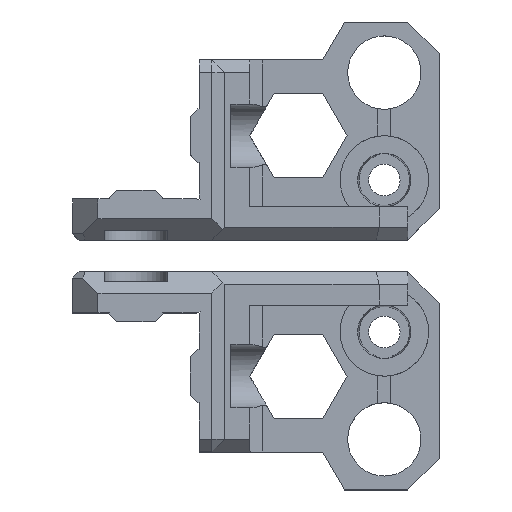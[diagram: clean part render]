
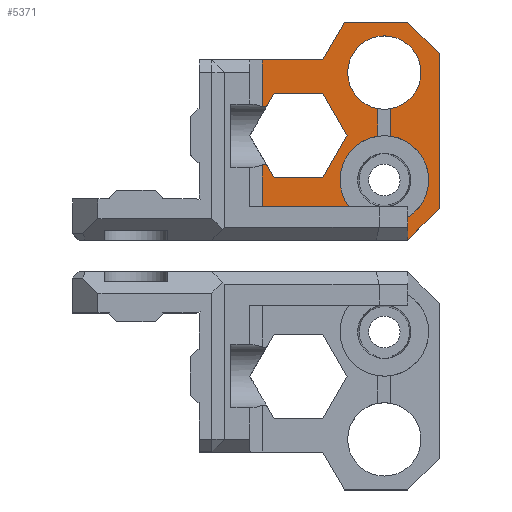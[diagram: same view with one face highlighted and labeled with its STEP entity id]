
A CAD part, top view. The second image highlights one B-rep face of the part: STEP entity #5371.
In plain terms, the highlighted planar face has unit normal (0, 0, 1).
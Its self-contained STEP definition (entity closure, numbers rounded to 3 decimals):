
#116=CIRCLE('',#5745,7.);
#117=CIRCLE('',#5746,5.8);
#118=CIRCLE('',#5747,5.8);
#119=CIRCLE('',#5748,7.);
#287=FACE_OUTER_BOUND('',#599,.T.);
#599=EDGE_LOOP('',(#3891,#3892,#3893,#3894,#3895,#3896,#3897,#3898,#3899,
#3900,#3901,#3902,#3903,#3904,#3905,#3906,#3907,#3908,#3909,#3910,#3911,
#3912,#3913,#3914));
#980=LINE('',#7785,#1656);
#983=LINE('',#7790,#1659);
#985=LINE('',#7794,#1661);
#1049=LINE('',#8166,#1725);
#1052=LINE('',#8173,#1728);
#1057=LINE('',#8188,#1733);
#1060=LINE('',#8194,#1736);
#1061=LINE('',#8201,#1737);
#1062=LINE('',#8204,#1738);
#1063=LINE('',#8206,#1739);
#1064=LINE('',#8208,#1740);
#1065=LINE('',#8210,#1741);
#1066=LINE('',#8212,#1742);
#1067=LINE('',#8214,#1743);
#1068=LINE('',#8215,#1744);
#1069=LINE('',#8217,#1745);
#1070=LINE('',#8219,#1746);
#1071=LINE('',#8220,#1747);
#1072=LINE('',#8222,#1748);
#1073=LINE('',#8223,#1749);
#1656=VECTOR('',#6312,10.);
#1659=VECTOR('',#6317,10.);
#1661=VECTOR('',#6321,10.);
#1725=VECTOR('',#6447,10.);
#1728=VECTOR('',#6452,10.);
#1733=VECTOR('',#6465,10.);
#1736=VECTOR('',#6470,10.);
#1737=VECTOR('',#6477,10.);
#1738=VECTOR('',#6480,10.);
#1739=VECTOR('',#6481,10.);
#1740=VECTOR('',#6482,10.);
#1741=VECTOR('',#6483,10.);
#1742=VECTOR('',#6484,10.);
#1743=VECTOR('',#6485,10.);
#1744=VECTOR('',#6486,10.);
#1745=VECTOR('',#6487,10.);
#1746=VECTOR('',#6488,10.);
#1747=VECTOR('',#6489,10.);
#1748=VECTOR('',#6490,10.);
#1749=VECTOR('',#6491,10.);
#2292=VERTEX_POINT('',#7782);
#2293=VERTEX_POINT('',#7784);
#2294=VERTEX_POINT('',#7788);
#2295=VERTEX_POINT('',#7792);
#2335=VERTEX_POINT('',#7891);
#2363=VERTEX_POINT('',#8163);
#2364=VERTEX_POINT('',#8165);
#2365=VERTEX_POINT('',#8169);
#2367=VERTEX_POINT('',#8172);
#2372=VERTEX_POINT('',#8185);
#2373=VERTEX_POINT('',#8187);
#2375=VERTEX_POINT('',#8193);
#2376=VERTEX_POINT('',#8196);
#2377=VERTEX_POINT('',#8198);
#2378=VERTEX_POINT('',#8200);
#2379=VERTEX_POINT('',#8202);
#2380=VERTEX_POINT('',#8205);
#2381=VERTEX_POINT('',#8207);
#2382=VERTEX_POINT('',#8209);
#2383=VERTEX_POINT('',#8211);
#2384=VERTEX_POINT('',#8213);
#2385=VERTEX_POINT('',#8216);
#2386=VERTEX_POINT('',#8218);
#2387=VERTEX_POINT('',#8221);
#2837=EDGE_CURVE('',#2293,#2292,#980,.T.);
#2840=EDGE_CURVE('',#2292,#2294,#983,.T.);
#2842=EDGE_CURVE('',#2294,#2295,#985,.T.);
#2932=EDGE_CURVE('',#2364,#2363,#1049,.T.);
#2935=EDGE_CURVE('',#2365,#2367,#1052,.T.);
#2942=EDGE_CURVE('',#2372,#2373,#1057,.T.);
#2945=EDGE_CURVE('',#2365,#2375,#1060,.T.);
#2946=EDGE_CURVE('',#2375,#2364,#116,.T.);
#2947=EDGE_CURVE('',#2363,#2376,#117,.T.);
#2948=EDGE_CURVE('',#2376,#2377,#118,.T.);
#2949=EDGE_CURVE('',#2377,#2378,#1061,.T.);
#2950=EDGE_CURVE('',#2378,#2379,#119,.T.);
#2951=EDGE_CURVE('',#2379,#2335,#1062,.T.);
#2952=EDGE_CURVE('',#2380,#2335,#1063,.T.);
#2953=EDGE_CURVE('',#2380,#2381,#1064,.T.);
#2954=EDGE_CURVE('',#2382,#2381,#1065,.T.);
#2955=EDGE_CURVE('',#2382,#2383,#1066,.T.);
#2956=EDGE_CURVE('',#2384,#2383,#1067,.T.);
#2957=EDGE_CURVE('',#2373,#2384,#1068,.T.);
#2958=EDGE_CURVE('',#2372,#2385,#1069,.T.);
#2959=EDGE_CURVE('',#2385,#2386,#1070,.T.);
#2960=EDGE_CURVE('',#2386,#2293,#1071,.T.);
#2961=EDGE_CURVE('',#2295,#2387,#1072,.T.);
#2962=EDGE_CURVE('',#2387,#2367,#1073,.T.);
#3891=ORIENTED_EDGE('',*,*,#2935,.F.);
#3892=ORIENTED_EDGE('',*,*,#2945,.T.);
#3893=ORIENTED_EDGE('',*,*,#2946,.T.);
#3894=ORIENTED_EDGE('',*,*,#2932,.T.);
#3895=ORIENTED_EDGE('',*,*,#2947,.T.);
#3896=ORIENTED_EDGE('',*,*,#2948,.T.);
#3897=ORIENTED_EDGE('',*,*,#2949,.T.);
#3898=ORIENTED_EDGE('',*,*,#2950,.T.);
#3899=ORIENTED_EDGE('',*,*,#2951,.T.);
#3900=ORIENTED_EDGE('',*,*,#2952,.F.);
#3901=ORIENTED_EDGE('',*,*,#2953,.T.);
#3902=ORIENTED_EDGE('',*,*,#2954,.F.);
#3903=ORIENTED_EDGE('',*,*,#2955,.T.);
#3904=ORIENTED_EDGE('',*,*,#2956,.F.);
#3905=ORIENTED_EDGE('',*,*,#2957,.F.);
#3906=ORIENTED_EDGE('',*,*,#2942,.F.);
#3907=ORIENTED_EDGE('',*,*,#2958,.T.);
#3908=ORIENTED_EDGE('',*,*,#2959,.T.);
#3909=ORIENTED_EDGE('',*,*,#2960,.T.);
#3910=ORIENTED_EDGE('',*,*,#2837,.T.);
#3911=ORIENTED_EDGE('',*,*,#2840,.T.);
#3912=ORIENTED_EDGE('',*,*,#2842,.T.);
#3913=ORIENTED_EDGE('',*,*,#2961,.T.);
#3914=ORIENTED_EDGE('',*,*,#2962,.T.);
#5085=PLANE('',#5744);
#5371=ADVANCED_FACE('',(#287),#5085,.T.);
#5744=AXIS2_PLACEMENT_3D('',#8192,#6468,#6469);
#5745=AXIS2_PLACEMENT_3D('',#8195,#6471,#6472);
#5746=AXIS2_PLACEMENT_3D('',#8197,#6473,#6474);
#5747=AXIS2_PLACEMENT_3D('',#8199,#6475,#6476);
#5748=AXIS2_PLACEMENT_3D('',#8203,#6478,#6479);
#6312=DIRECTION('',(0.5,-0.866,0.));
#6317=DIRECTION('',(-0.5,-0.866,0.));
#6321=DIRECTION('',(-1.,0.,0.));
#6447=DIRECTION('',(0.,1.,0.));
#6452=DIRECTION('',(0.,1.,0.));
#6465=DIRECTION('',(0.,1.,0.));
#6468=DIRECTION('center_axis',(0.,0.,1.));
#6469=DIRECTION('ref_axis',(1.,0.,0.));
#6470=DIRECTION('',(1.,0.,0.));
#6471=DIRECTION('center_axis',(0.,0.,-1.));
#6472=DIRECTION('ref_axis',(1.,0.,0.));
#6473=DIRECTION('center_axis',(0.,0.,-1.));
#6474=DIRECTION('ref_axis',(1.,0.,0.));
#6475=DIRECTION('center_axis',(0.,0.,-1.));
#6476=DIRECTION('ref_axis',(1.,0.,0.));
#6477=DIRECTION('',(0.,-1.,0.));
#6478=DIRECTION('center_axis',(0.,0.,-1.));
#6479=DIRECTION('ref_axis',(1.,0.,0.));
#6480=DIRECTION('',(0.,-1.,0.));
#6481=DIRECTION('',(-0.707,-0.707,0.));
#6482=DIRECTION('',(0.,1.,0.));
#6483=DIRECTION('',(0.707,-0.707,0.));
#6484=DIRECTION('',(-1.,0.,0.));
#6485=DIRECTION('',(0.5,0.866,0.));
#6486=DIRECTION('',(1.,0.,0.));
#6487=DIRECTION('',(1.,0.,0.));
#6488=DIRECTION('',(0.5,0.866,0.));
#6489=DIRECTION('',(1.,0.,0.));
#6490=DIRECTION('',(-0.5,0.866,0.));
#6491=DIRECTION('',(-1.,0.,0.));
#7782=CARTESIAN_POINT('',(-5.9,7.,0.));
#7784=CARTESIAN_POINT('',(-9.75,13.668,0.));
#7785=CARTESIAN_POINT('',(-5.9,7.,0.));
#7788=CARTESIAN_POINT('',(-9.75,0.332,0.));
#7790=CARTESIAN_POINT('',(-9.75,0.332,0.));
#7792=CARTESIAN_POINT('',(-17.45,0.332,0.));
#7794=CARTESIAN_POINT('',(-17.45,0.332,0.));
#7891=CARTESIAN_POINT('',(3.7,-9.515,0.));
#8163=CARTESIAN_POINT('',(-1.,11.287,0.));
#8165=CARTESIAN_POINT('',(-1.,6.928,0.));
#8166=CARTESIAN_POINT('',(-1.,3.888,0.));
#8169=CARTESIAN_POINT('',(-19.3,-4.215,0.));
#8172=CARTESIAN_POINT('',(-19.3,2.417,0.));
#8173=CARTESIAN_POINT('',(-19.3,1.764,0.));
#8185=CARTESIAN_POINT('',(-19.3,11.583,0.));
#8187=CARTESIAN_POINT('',(-19.3,19.,0.));
#8188=CARTESIAN_POINT('',(-19.3,1.764,0.));
#8192=CARTESIAN_POINT('Origin',(-20.3,7.743,0.));
#8193=CARTESIAN_POINT('',(-5.589,-4.215,0.));
#8194=CARTESIAN_POINT('',(-8.3,-4.215,0.));
#8195=CARTESIAN_POINT('Origin',(0.,0.,0.));
#8196=CARTESIAN_POINT('',(-5.8,17.,0.));
#8197=CARTESIAN_POINT('Origin',(0.,17.,0.));
#8198=CARTESIAN_POINT('',(1.,11.287,0.));
#8199=CARTESIAN_POINT('Origin',(0.,17.,0.));
#8200=CARTESIAN_POINT('',(1.,6.928,0.));
#8201=CARTESIAN_POINT('',(1.,11.287,0.));
#8202=CARTESIAN_POINT('',(3.7,-5.942,0.));
#8203=CARTESIAN_POINT('Origin',(0.,0.,0.));
#8204=CARTESIAN_POINT('',(3.7,-0.886,0.));
#8205=CARTESIAN_POINT('',(8.7,-4.515,0.));
#8206=CARTESIAN_POINT('',(3.264,-9.951,0.));
#8207=CARTESIAN_POINT('',(8.7,20.,0.));
#8208=CARTESIAN_POINT('',(8.7,-9.515,0.));
#8209=CARTESIAN_POINT('',(3.7,25.,0.));
#8210=CARTESIAN_POINT('',(3.264,25.436,0.));
#8211=CARTESIAN_POINT('',(-6.286,25.,0.));
#8212=CARTESIAN_POINT('',(8.7,25.,0.));
#8213=CARTESIAN_POINT('',(-9.75,19.,0.));
#8214=CARTESIAN_POINT('',(-9.75,19.,0.));
#8215=CARTESIAN_POINT('',(-29.3,19.,0.));
#8216=CARTESIAN_POINT('',(-18.654,11.583,0.));
#8217=CARTESIAN_POINT('',(-21.3,11.583,0.));
#8218=CARTESIAN_POINT('',(-17.45,13.668,0.));
#8219=CARTESIAN_POINT('',(-17.45,13.668,0.));
#8220=CARTESIAN_POINT('',(-9.75,13.668,0.));
#8221=CARTESIAN_POINT('',(-18.654,2.417,0.));
#8222=CARTESIAN_POINT('',(-21.3,7.,0.));
#8223=CARTESIAN_POINT('',(-21.3,2.417,0.));
